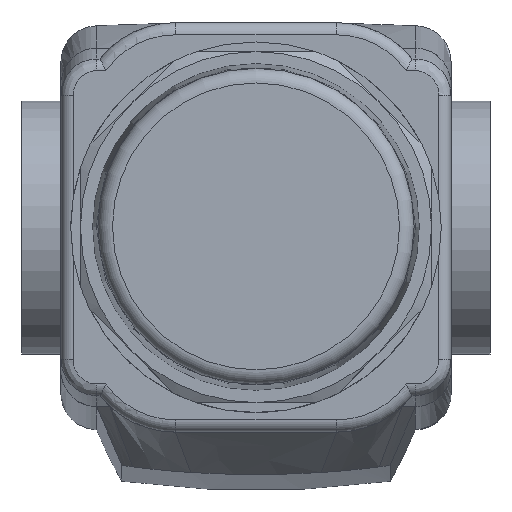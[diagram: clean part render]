
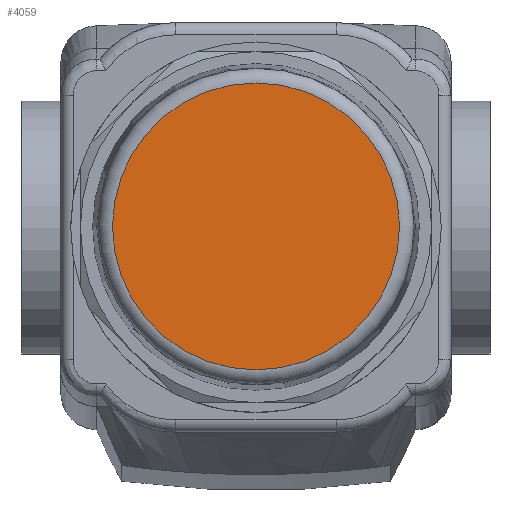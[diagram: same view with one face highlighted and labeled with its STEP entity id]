
A CAD part, top view. The second image highlights one B-rep face of the part: STEP entity #4059.
In plain terms, the highlighted planar face has unit normal (0, 0, 1).
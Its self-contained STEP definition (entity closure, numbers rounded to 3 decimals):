
#4043=CARTESIAN_POINT('',(7.358,0.0,81.5));
#4044=DIRECTION('',(0.0,0.0,1.0));
#4045=DIRECTION('',(1.0,0.0,0.0));
#4046=AXIS2_PLACEMENT_3D('',#4043,#4044,#4045);
#4047=PLANE('',#4046);
#4048=CARTESIAN_POINT('',(14.717,0.0,81.5));
#4049=VERTEX_POINT('',#4048);
#4050=CARTESIAN_POINT('',(0.0,0.0,81.5));
#4051=DIRECTION('',(0.0,0.0,1.0));
#4052=DIRECTION('',(1.0,0.0,0.0));
#4053=AXIS2_PLACEMENT_3D('',#4050,#4051,#4052);
#4054=CIRCLE('',#4053,14.717);
#4055=EDGE_CURVE('',#4049,#4049,#4054,.T.);
#4056=ORIENTED_EDGE('',*,*,#4055,.T.);
#4057=EDGE_LOOP('',(#4056));
#4058=FACE_OUTER_BOUND('',#4057,.T.);
#4059=ADVANCED_FACE('',(#4058),#4047,.T.);
